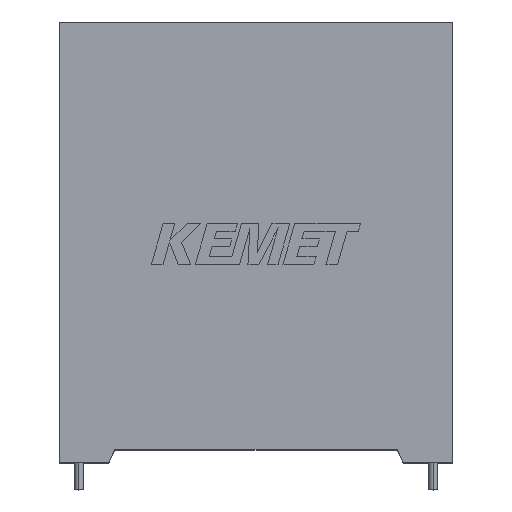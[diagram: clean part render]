
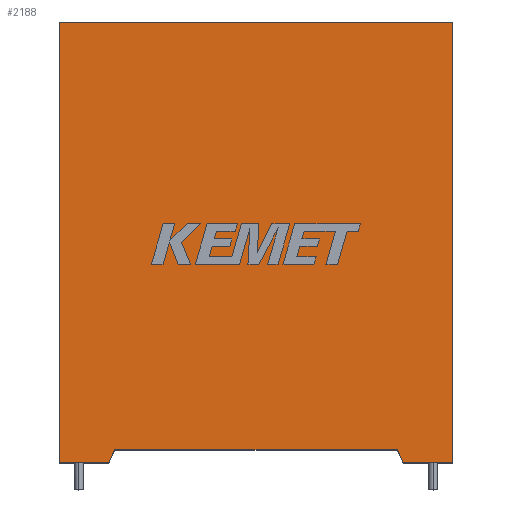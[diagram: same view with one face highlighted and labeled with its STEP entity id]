
A CAD part, top view. The second image highlights one B-rep face of the part: STEP entity #2188.
In plain terms, the highlighted planar face has unit normal (0, 0, 1).
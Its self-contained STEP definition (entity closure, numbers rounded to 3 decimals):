
#65 = ORIENTED_EDGE ( 'NONE', *, *, #1481, .T. ) ;
#90 = VECTOR ( 'NONE', #1746, 1000. ) ;
#105 = CARTESIAN_POINT ( 'NONE',  ( 0., 0., 45.5 ) ) ;
#208 = ORIENTED_EDGE ( 'NONE', *, *, #2663, .T. ) ;
#363 = VERTEX_POINT ( 'NONE', #1262 ) ;
#381 = LINE ( 'NONE', #1489, #2873 ) ;
#497 = DIRECTION ( 'NONE',  ( 0., 0., -1. ) ) ;
#653 = CARTESIAN_POINT ( 'NONE',  ( 8.2, 1.92, 45.5 ) ) ;
#743 = VECTOR ( 'NONE', #2670, 1000. ) ;
#754 = CARTESIAN_POINT ( 'NONE',  ( 7.3, 0., 45.5 ) ) ;
#946 = LINE ( 'NONE', #105, #3189 ) ;
#988 = LINE ( 'NONE', #1453, #90 ) ;
#1006 = DIRECTION ( 'NONE',  ( 0., -1., 0. ) ) ;
#1019 = ORIENTED_EDGE ( 'NONE', *, *, #1835, .T. ) ;
#1029 = CARTESIAN_POINT ( 'NONE',  ( 0., 0., 45.5 ) ) ;
#1132 = VERTEX_POINT ( 'NONE', #1522 ) ;
#1144 = CARTESIAN_POINT ( 'NONE',  ( 0., 0., 45.5 ) ) ;
#1180 = VECTOR ( 'NONE', #1733, 1000. ) ;
#1221 = CARTESIAN_POINT ( 'NONE',  ( 0., 65.3, 45.5 ) ) ;
#1234 = CARTESIAN_POINT ( 'NONE',  ( 0., 65.3, 45.5 ) ) ;
#1249 = VERTEX_POINT ( 'NONE', #1950 ) ;
#1262 = CARTESIAN_POINT ( 'NONE',  ( 58.3, 0., 45.5 ) ) ;
#1277 = EDGE_CURVE ( 'NONE', #1980, #1644, #2339, .T. ) ;
#1333 = DIRECTION ( 'NONE',  ( 1., 0., 0. ) ) ;
#1369 = EDGE_CURVE ( 'NONE', #2423, #363, #988, .T. ) ;
#1431 = LINE ( 'NONE', #2485, #743 ) ;
#1453 = CARTESIAN_POINT ( 'NONE',  ( 0., 0., 45.5 ) ) ;
#1481 = EDGE_CURVE ( 'NONE', #1132, #2423, #381, .T. ) ;
#1489 = CARTESIAN_POINT ( 'NONE',  ( 50.1, 1.92, 45.5 ) ) ;
#1522 = CARTESIAN_POINT ( 'NONE',  ( 50.1, 1.92, 45.5 ) ) ;
#1644 = VERTEX_POINT ( 'NONE', #754 ) ;
#1733 = DIRECTION ( 'NONE',  ( -0.424, -0.905, 0. ) ) ;
#1746 = DIRECTION ( 'NONE',  ( 1., 0., 0. ) ) ;
#1765 = EDGE_CURVE ( 'NONE', #1132, #1980, #1431, .T. ) ;
#1775 = LINE ( 'NONE', #3263, #2938 ) ;
#1835 = EDGE_CURVE ( 'NONE', #2205, #1644, #946, .T. ) ;
#1840 = CARTESIAN_POINT ( 'NONE',  ( 0., 0., 45.5 ) ) ;
#1949 = EDGE_LOOP ( 'NONE', ( #2897, #65, #2735, #2335, #208, #3385, #1019, #2937 ) ) ;
#1950 = CARTESIAN_POINT ( 'NONE',  ( 58.3, 65.3, 45.5 ) ) ;
#1980 = VERTEX_POINT ( 'NONE', #653 ) ;
#2043 = DIRECTION ( 'NONE',  ( 0.424, -0.905, 0. ) ) ;
#2188 = ADVANCED_FACE ( 'NONE', ( #2652 ), #2889, .F. ) ;
#2205 = VERTEX_POINT ( 'NONE', #1840 ) ;
#2282 = VECTOR ( 'NONE', #2619, 1000. ) ;
#2335 = ORIENTED_EDGE ( 'NONE', *, *, #2861, .T. ) ;
#2339 = LINE ( 'NONE', #3007, #1180 ) ;
#2393 = DIRECTION ( 'NONE',  ( -1., 0., 0. ) ) ;
#2423 = VERTEX_POINT ( 'NONE', #2479 ) ;
#2424 = DIRECTION ( 'NONE',  ( 0., 1., 0. ) ) ;
#2479 = CARTESIAN_POINT ( 'NONE',  ( 51., 0., 45.5 ) ) ;
#2485 = CARTESIAN_POINT ( 'NONE',  ( 29.15, 1.92, 45.5 ) ) ;
#2517 = VECTOR ( 'NONE', #1006, 1000. ) ;
#2607 = VERTEX_POINT ( 'NONE', #1221 ) ;
#2619 = DIRECTION ( 'NONE',  ( -1., 0., 0. ) ) ;
#2652 = FACE_OUTER_BOUND ( 'NONE', #1949, .T. ) ;
#2663 = EDGE_CURVE ( 'NONE', #1249, #2607, #3229, .T. ) ;
#2670 = DIRECTION ( 'NONE',  ( -1., 0., 0. ) ) ;
#2735 = ORIENTED_EDGE ( 'NONE', *, *, #1369, .T. ) ;
#2827 = AXIS2_PLACEMENT_3D ( 'NONE', #1029, #497, #2393 ) ;
#2861 = EDGE_CURVE ( 'NONE', #363, #1249, #1775, .T. ) ;
#2873 = VECTOR ( 'NONE', #2043, 1000. ) ;
#2889 = PLANE ( 'NONE',  #2827 ) ;
#2897 = ORIENTED_EDGE ( 'NONE', *, *, #1765, .F. ) ;
#2933 = LINE ( 'NONE', #1144, #2517 ) ;
#2937 = ORIENTED_EDGE ( 'NONE', *, *, #1277, .F. ) ;
#2938 = VECTOR ( 'NONE', #2424, 1000. ) ;
#3007 = CARTESIAN_POINT ( 'NONE',  ( 8.2, 1.92, 45.5 ) ) ;
#3158 = EDGE_CURVE ( 'NONE', #2607, #2205, #2933, .T. ) ;
#3189 = VECTOR ( 'NONE', #1333, 1000. ) ;
#3229 = LINE ( 'NONE', #1234, #2282 ) ;
#3263 = CARTESIAN_POINT ( 'NONE',  ( 58.3, 0., 45.5 ) ) ;
#3385 = ORIENTED_EDGE ( 'NONE', *, *, #3158, .T. ) ;
